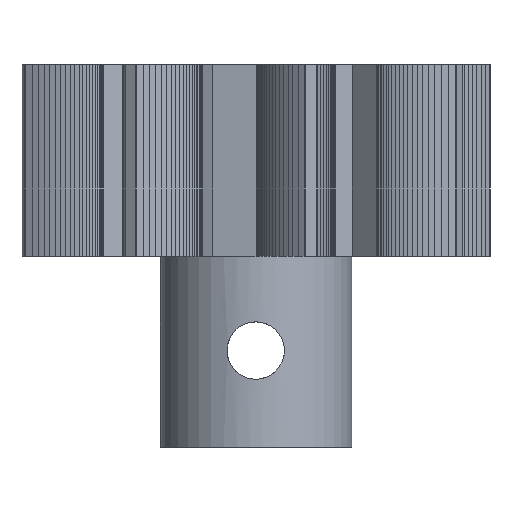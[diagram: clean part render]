
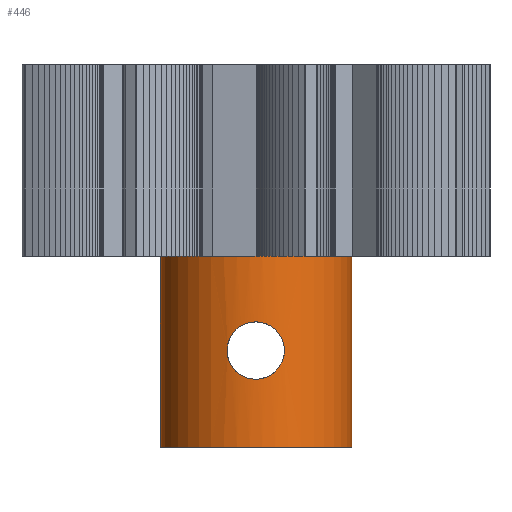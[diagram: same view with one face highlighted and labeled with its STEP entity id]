
A CAD part, front view. The second image highlights one B-rep face of the part: STEP entity #446.
In plain terms, the highlighted cylindrical face has radius 5 mm (diameter 10 mm), a partial arc.
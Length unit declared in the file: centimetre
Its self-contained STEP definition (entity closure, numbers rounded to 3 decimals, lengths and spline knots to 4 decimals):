
#15=FACE_BOUND('',#1277,.T.);
#17=(
BOUNDED_CURVE()
B_SPLINE_CURVE(1,(#12184,#12185),.UNSPECIFIED.,.F.,.F.)
B_SPLINE_CURVE_WITH_KNOTS((2,2),(0.,1.),.UNSPECIFIED.)
CURVE()
GEOMETRIC_REPRESENTATION_ITEM()
RATIONAL_B_SPLINE_CURVE((1.,1.))
REPRESENTATION_ITEM('')
);
#21=(
BOUNDED_CURVE()
B_SPLINE_CURVE(1,(#12319,#12320),.UNSPECIFIED.,.F.,.F.)
B_SPLINE_CURVE_WITH_KNOTS((2,2),(0.,1.),.UNSPECIFIED.)
CURVE()
GEOMETRIC_REPRESENTATION_ITEM()
RATIONAL_B_SPLINE_CURVE((1.,1.))
REPRESENTATION_ITEM('')
);
#22=(
BOUNDED_CURVE()
B_SPLINE_CURVE(2,(#12321,#12322,#12323,#12324,#12325),.UNSPECIFIED.,.F.,
 .F.)
B_SPLINE_CURVE_WITH_KNOTS((3,2,3),(1.5708,2.3562,3.1416),
 .UNSPECIFIED.)
CURVE()
GEOMETRIC_REPRESENTATION_ITEM()
RATIONAL_B_SPLINE_CURVE((1.,0.707,1.,0.707,1.))
REPRESENTATION_ITEM('')
);
#23=(
BOUNDED_CURVE()
B_SPLINE_CURVE(2,(#12326,#12327,#12328,#12329,#12330),.UNSPECIFIED.,.F.,
 .F.)
B_SPLINE_CURVE_WITH_KNOTS((3,2,3),(1.5708,2.3562,3.1416),
 .UNSPECIFIED.)
CURVE()
GEOMETRIC_REPRESENTATION_ITEM()
RATIONAL_B_SPLINE_CURVE((1.,0.707,1.,0.707,1.))
REPRESENTATION_ITEM('')
);
#28=CYLINDRICAL_SURFACE('',#7900,0.5);
#446=ADVANCED_FACE('',(#859,#15),#28,.T.);
#859=FACE_OUTER_BOUND('',#1276,.T.);
#1276=EDGE_LOOP('',(#3724,#3725,#3726,#3727));
#1277=EDGE_LOOP('',(#3728,#3729));
#3724=ORIENTED_EDGE('',*,*,#4962,.T.);
#3725=ORIENTED_EDGE('',*,*,#4941,.T.);
#3726=ORIENTED_EDGE('',*,*,#4963,.F.);
#3727=ORIENTED_EDGE('',*,*,#4961,.F.);
#3728=ORIENTED_EDGE('',*,*,#4950,.T.);
#3729=ORIENTED_EDGE('',*,*,#4965,.T.);
#4941=EDGE_CURVE('',#6992,#6993,#17,.T.);
#4950=EDGE_CURVE('',#6999,#7009,#6175,.T.);
#4961=EDGE_CURVE('',#7006,#7007,#21,.T.);
#4962=EDGE_CURVE('',#7006,#6992,#22,.T.);
#4963=EDGE_CURVE('',#7007,#6993,#23,.T.);
#4965=EDGE_CURVE('',#7009,#6999,#6187,.T.);
#6175=B_SPLINE_CURVE_WITH_KNOTS('',3,(#12237,#12238,#12239,#12240,#12241,
#12242,#12243,#12244,#12245,#12246,#12247,#12248,#12249,#12250,#12251,#12252,
#12253,#12254,#12255,#12256),.UNSPECIFIED.,.F.,.F.,(4,2,2,3,3,2,2,2,4),
(0.,0.0595,0.1189,0.2389,0.2408,
0.3005,0.3601,0.4197,0.4795),
 .UNSPECIFIED.);
#6187=B_SPLINE_CURVE_WITH_KNOTS('',3,(#12333,#12334,#12335,#12336,#12337,
#12338,#12339,#12340,#12341,#12342,#12343,#12344,#12345,#12346,#12347,#12348,
#12349,#12350,#12351,#12352),.UNSPECIFIED.,.F.,.F.,(4,2,2,2,3,3,2,2,4),
(0.4795,0.5392,0.5988,0.6584,
0.7181,0.72,0.84,0.8994,
0.9589),.UNSPECIFIED.);
#6992=VERTEX_POINT('',#12159);
#6993=VERTEX_POINT('',#12160);
#6999=VERTEX_POINT('',#12166);
#7006=VERTEX_POINT('',#12173);
#7007=VERTEX_POINT('',#12174);
#7009=VERTEX_POINT('',#12176);
#7900=AXIS2_PLACEMENT_3D('',#12156,#8300,$);
#8300=DIRECTION('',(0.,0.,1.));
#12156=CARTESIAN_POINT('',(50.0019,86.0753,0.515));
#12159=CARTESIAN_POINT('',(50.5019,86.0753,0.015));
#12160=CARTESIAN_POINT('',(50.5019,86.0753,1.015));
#12166=CARTESIAN_POINT('',(50.15,85.5977,0.52));
#12173=CARTESIAN_POINT('',(49.5019,86.0753,0.015));
#12174=CARTESIAN_POINT('',(49.5019,86.0753,1.015));
#12176=CARTESIAN_POINT('',(49.85,85.5989,0.52));
#12184=CARTESIAN_POINT('',(50.5019,86.0753,0.015));
#12185=CARTESIAN_POINT('',(50.5019,86.0753,1.015));
#12237=CARTESIAN_POINT('',(50.15,85.5977,0.52));
#12238=CARTESIAN_POINT('',(50.15,85.5977,0.5003));
#12239=CARTESIAN_POINT('',(50.1461,85.5965,0.4809));
#12240=CARTESIAN_POINT('',(50.1312,85.5923,0.4448));
#12241=CARTESIAN_POINT('',(50.1204,85.5893,0.4284));
#12242=CARTESIAN_POINT('',(50.0792,85.5805,0.3867));
#12243=CARTESIAN_POINT('',(50.0417,85.5753,0.3705));
#12244=CARTESIAN_POINT('',(50.0019,85.5753,0.37));
#12245=CARTESIAN_POINT('',(50.0013,85.5753,0.37));
#12246=CARTESIAN_POINT('',(50.0006,85.5753,0.37));
#12247=CARTESIAN_POINT('',(50.,85.5753,0.37));
#12248=CARTESIAN_POINT('',(49.9801,85.5754,0.37));
#12249=CARTESIAN_POINT('',(49.9606,85.5767,0.3739));
#12250=CARTESIAN_POINT('',(49.9242,85.581,0.3891));
#12251=CARTESIAN_POINT('',(49.9078,85.584,0.4001));
#12252=CARTESIAN_POINT('',(49.8801,85.5902,0.4278));
#12253=CARTESIAN_POINT('',(49.8691,85.5932,0.4442));
#12254=CARTESIAN_POINT('',(49.8539,85.5976,0.4806));
#12255=CARTESIAN_POINT('',(49.85,85.5989,0.5001));
#12256=CARTESIAN_POINT('',(49.85,85.5989,0.52));
#12319=CARTESIAN_POINT('',(49.5019,86.0753,0.015));
#12320=CARTESIAN_POINT('',(49.5019,86.0753,1.015));
#12321=CARTESIAN_POINT('',(49.5019,86.0753,0.015));
#12322=CARTESIAN_POINT('',(49.5019,85.5753,0.015));
#12323=CARTESIAN_POINT('',(50.0019,85.5753,0.015));
#12324=CARTESIAN_POINT('',(50.5019,85.5753,0.015));
#12325=CARTESIAN_POINT('',(50.5019,86.0753,0.015));
#12326=CARTESIAN_POINT('',(49.5019,86.0753,1.015));
#12327=CARTESIAN_POINT('',(49.5019,85.5753,1.015));
#12328=CARTESIAN_POINT('',(50.0019,85.5753,1.015));
#12329=CARTESIAN_POINT('',(50.5019,85.5753,1.015));
#12330=CARTESIAN_POINT('',(50.5019,86.0753,1.015));
#12333=CARTESIAN_POINT('',(49.85,85.5989,0.52));
#12334=CARTESIAN_POINT('',(49.85,85.5989,0.5399));
#12335=CARTESIAN_POINT('',(49.8539,85.5976,0.5594));
#12336=CARTESIAN_POINT('',(49.8691,85.5932,0.5958));
#12337=CARTESIAN_POINT('',(49.8801,85.5902,0.6122));
#12338=CARTESIAN_POINT('',(49.9078,85.584,0.6399));
#12339=CARTESIAN_POINT('',(49.9242,85.581,0.6509));
#12340=CARTESIAN_POINT('',(49.9606,85.5767,0.6661));
#12341=CARTESIAN_POINT('',(49.9801,85.5754,0.67));
#12342=CARTESIAN_POINT('',(50.,85.5753,0.67));
#12343=CARTESIAN_POINT('',(50.0006,85.5753,0.67));
#12344=CARTESIAN_POINT('',(50.0013,85.5753,0.67));
#12345=CARTESIAN_POINT('',(50.0019,85.5753,0.67));
#12346=CARTESIAN_POINT('',(50.0417,85.5753,0.6695));
#12347=CARTESIAN_POINT('',(50.0792,85.5805,0.6533));
#12348=CARTESIAN_POINT('',(50.1204,85.5893,0.6116));
#12349=CARTESIAN_POINT('',(50.1312,85.5923,0.5952));
#12350=CARTESIAN_POINT('',(50.1461,85.5965,0.5591));
#12351=CARTESIAN_POINT('',(50.15,85.5977,0.5397));
#12352=CARTESIAN_POINT('',(50.15,85.5977,0.52));
